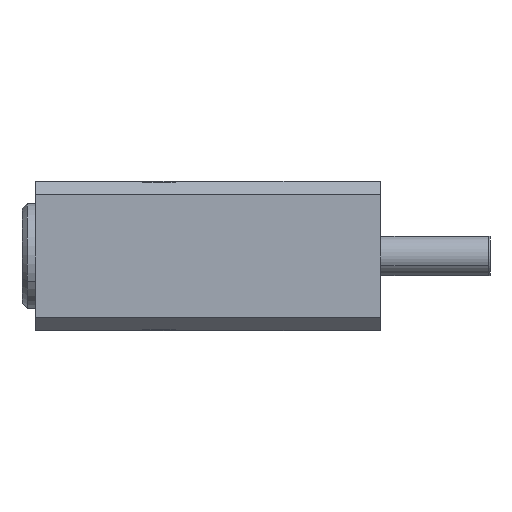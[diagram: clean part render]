
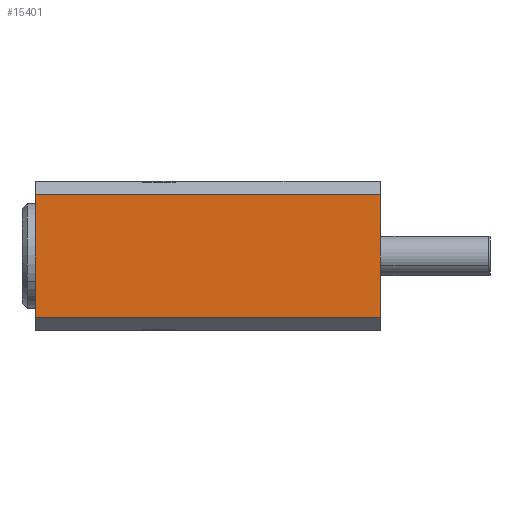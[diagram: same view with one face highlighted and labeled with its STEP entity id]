
A CAD part, front view. The second image highlights one B-rep face of the part: STEP entity #15401.
In plain terms, the highlighted planar face has unit normal (0, -1, 0).
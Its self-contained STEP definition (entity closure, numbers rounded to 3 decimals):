
#12454=DIRECTION('',(0.,0.,-1.));
#12455=VECTOR('',#12454,18.491);
#12456=CARTESIAN_POINT('',(26.415,-93.497,
150.774));
#12457=LINE('',#12456,#12455);
#12458=DIRECTION('',(-1.,0.,0.));
#12459=VECTOR('',#12458,51.994);
#12460=CARTESIAN_POINT('',(26.415,-93.497,
132.283));
#12461=LINE('',#12460,#12459);
#12462=DIRECTION('',(0.,0.,1.));
#12463=VECTOR('',#12462,18.491);
#12464=CARTESIAN_POINT('',(-25.579,-93.497,
132.283));
#12465=LINE('',#12464,#12463);
#12466=DIRECTION('',(1.,0.,0.));
#12467=VECTOR('',#12466,51.994);
#12468=CARTESIAN_POINT('',(-25.579,-93.497,
150.774));
#12469=LINE('',#12468,#12467);
#13175=CARTESIAN_POINT('',(-25.579,-93.497,
150.774));
#13177=VERTEX_POINT('',#13175);
#13178=CARTESIAN_POINT('',(-25.579,-93.497,
132.283));
#13180=VERTEX_POINT('',#13178);
#13216=CARTESIAN_POINT('',(26.415,-93.497,
132.283));
#13217=VERTEX_POINT('',#13216);
#13218=CARTESIAN_POINT('',(26.415,-93.497,
150.774));
#13219=VERTEX_POINT('',#13218);
#15390=CARTESIAN_POINT('',(0.418,-93.497,
141.528));
#15391=DIRECTION('',(0.,1.,0.));
#15392=DIRECTION('',(0.,0.,-1.));
#15393=AXIS2_PLACEMENT_3D('',#15390,#15391,#15392);
#15394=PLANE('',#15393);
#15395=ORIENTED_EDGE('',*,*,#13730,.T.);
#15396=ORIENTED_EDGE('',*,*,#15376,.T.);
#15397=ORIENTED_EDGE('',*,*,#13865,.T.);
#15398=ORIENTED_EDGE('',*,*,#15088,.T.);
#15399=EDGE_LOOP('',(#15395,#15396,#15397,#15398));
#15400=FACE_OUTER_BOUND('',#15399,.F.);
#13730=EDGE_CURVE('',#13219,#13217,#12457,.T.);
#13865=EDGE_CURVE('',#13180,#13177,#12465,.T.);
#15088=EDGE_CURVE('',#13177,#13219,#12469,.T.);
#15376=EDGE_CURVE('',#13217,#13180,#12461,.T.);
#15401=ADVANCED_FACE('',(#15400),#15394,.F.);
